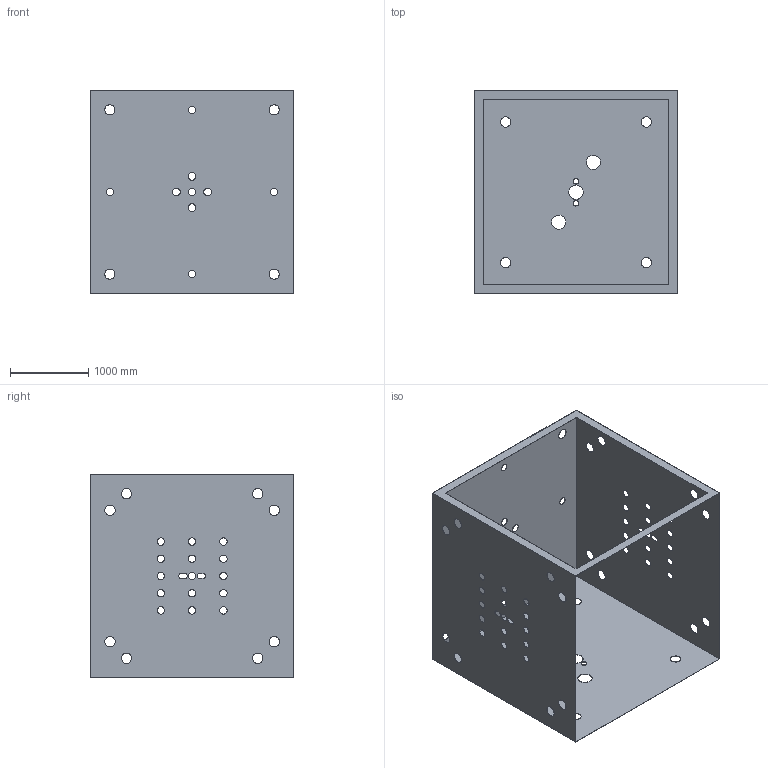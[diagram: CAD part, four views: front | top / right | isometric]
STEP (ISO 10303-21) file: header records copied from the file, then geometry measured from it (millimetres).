
FILE_DESCRIPTION (( 'STEP AP214' ), '1' );
FILE_NAME ('layer3_body.STEP', '2024-06-13T21:39:59', ( '' ), ( '' ), 'SwSTEP 2.0', 'SolidWorks 2023', '' );
FILE_SCHEMA (( 'AUTOMOTIVE_DESIGN' ));
Length unit declared in the file: metre
Products named in the file (2): layer3_body
Assembly tree (1 placements, depth 2):
  layer3_body
    layer3_body
Bounding box: 2600 x 2594 x 2600 mm (x, y, z)
Volume: 82072526.1 mm3; surface area: 54848968.9 mm2
Topology: 1 solids, 1 shells, 167 faces, 492 edges, 328 vertices
Faces by surface type: cylinder 144, plane 23
Entity records: 6081 total; most frequent: DIRECTION 1122, CARTESIAN_POINT 991, ORIENTED_EDGE 984, EDGE_CURVE 492, AXIS2_PLACEMENT_3D 459, VERTEX_POINT 328, EDGE_LOOP 314, CIRCLE 288
